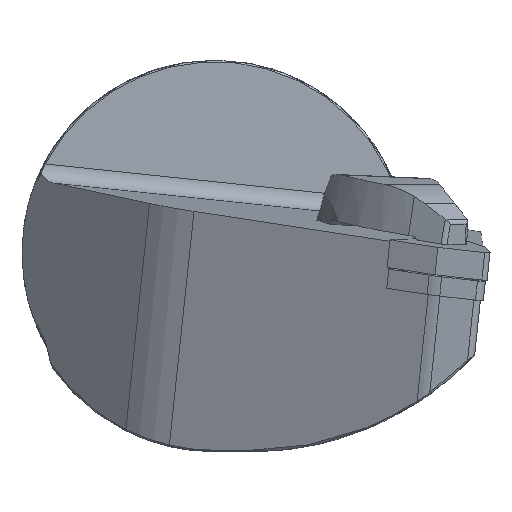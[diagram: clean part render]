
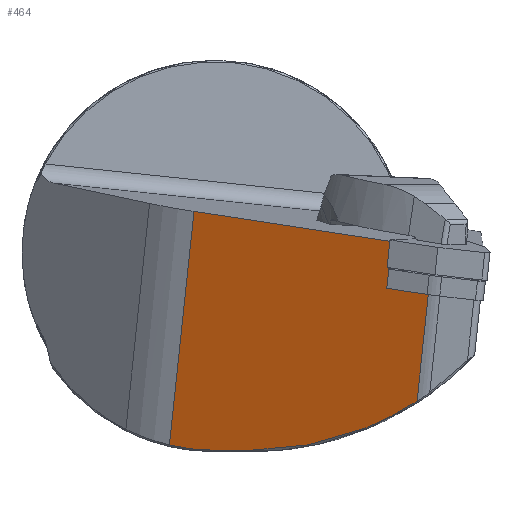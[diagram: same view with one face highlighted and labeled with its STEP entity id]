
A CAD part, left-side view. The second image highlights one B-rep face of the part: STEP entity #464.
In plain terms, the highlighted planar face has unit normal (-0.906, 0.42, -0.051).
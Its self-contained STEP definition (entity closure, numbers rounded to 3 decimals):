
#320=B_SPLINE_CURVE_WITH_KNOTS('',3,(#3664,#3665,#3666,#3667,#3668,#3669),
 .UNSPECIFIED.,.F.,.F.,(4,2,4),(0.,0.5,1.),.UNSPECIFIED.);
#321=B_SPLINE_CURVE_WITH_KNOTS('',3,(#3682,#3683,#3684,#3685),
 .UNSPECIFIED.,.F.,.F.,(4,4),(0.,1.),.UNSPECIFIED.);
#464=ADVANCED_FACE('',(#673),#602,.F.);
#602=PLANE('',#2608);
#673=FACE_OUTER_BOUND('',#801,.T.);
#801=EDGE_LOOP('',(#983,#984,#985,#986,#987,#988,#989,#990,#991,#992));
#983=ORIENTED_EDGE('',*,*,#1902,.T.);
#984=ORIENTED_EDGE('',*,*,#1903,.T.);
#985=ORIENTED_EDGE('',*,*,#1904,.T.);
#986=ORIENTED_EDGE('',*,*,#1905,.F.);
#987=ORIENTED_EDGE('',*,*,#1906,.T.);
#988=ORIENTED_EDGE('',*,*,#1907,.T.);
#989=ORIENTED_EDGE('',*,*,#1908,.F.);
#990=ORIENTED_EDGE('',*,*,#1885,.F.);
#991=ORIENTED_EDGE('',*,*,#1909,.F.);
#992=ORIENTED_EDGE('',*,*,#1910,.T.);
#1654=VERTEX_POINT('',#3471);
#1655=VERTEX_POINT('',#3473);
#1671=VERTEX_POINT('',#3662);
#1672=VERTEX_POINT('',#3663);
#1673=VERTEX_POINT('',#3670);
#1674=VERTEX_POINT('',#3672);
#1675=VERTEX_POINT('',#3674);
#1676=VERTEX_POINT('',#3676);
#1677=VERTEX_POINT('',#3678);
#1678=VERTEX_POINT('',#3681);
#1885=EDGE_CURVE('',#1654,#1655,#2224,.T.);
#1902=EDGE_CURVE('',#1671,#1672,#2232,.T.);
#1903=EDGE_CURVE('',#1672,#1673,#320,.T.);
#1904=EDGE_CURVE('',#1673,#1674,#2233,.T.);
#1905=EDGE_CURVE('',#1675,#1674,#2234,.T.);
#1906=EDGE_CURVE('',#1675,#1676,#2235,.T.);
#1907=EDGE_CURVE('',#1676,#1677,#2236,.T.);
#1908=EDGE_CURVE('',#1655,#1677,#2237,.T.);
#1909=EDGE_CURVE('',#1678,#1654,#2238,.T.);
#1910=EDGE_CURVE('',#1678,#1671,#321,.T.);
#2224=LINE('',#3472,#2394);
#2232=LINE('',#3661,#2402);
#2233=LINE('',#3671,#2403);
#2234=LINE('',#3673,#2404);
#2235=LINE('',#3675,#2405);
#2236=LINE('',#3677,#2406);
#2237=LINE('',#3679,#2407);
#2238=LINE('',#3680,#2408);
#2394=VECTOR('',#2836,1.);
#2402=VECTOR('',#2860,1.);
#2403=VECTOR('',#2861,1.);
#2404=VECTOR('',#2862,1.);
#2405=VECTOR('',#2863,1.);
#2406=VECTOR('',#2864,1.);
#2407=VECTOR('',#2865,1.);
#2408=VECTOR('',#2866,1.);
#2608=AXIS2_PLACEMENT_3D('',#3686,#2867,#2868);
#2836=DIRECTION('',(-0.41,-0.901,-0.138));
#2860=DIRECTION('',(-0.421,-0.907,0.));
#2861=DIRECTION('',(-0.105,-0.104,0.989));
#2862=DIRECTION('',(-0.41,-0.901,-0.138));
#2863=DIRECTION('',(-0.105,-0.104,0.989));
#2864=DIRECTION('',(0.41,0.901,0.138));
#2865=DIRECTION('',(0.105,0.104,-0.989));
#2866=DIRECTION('',(-0.105,-0.104,0.989));
#2867=DIRECTION('',(0.906,-0.42,0.052));
#2868=DIRECTION('',(0.421,0.907,0.));
#3471=CARTESIAN_POINT('',(19.469,3.384,6.79));
#3472=CARTESIAN_POINT('',(19.469,3.384,6.79));
#3473=CARTESIAN_POINT('',(4.726,-28.99,1.83));
#3661=CARTESIAN_POINT('',(20.508,0.837,-32.25));
#3662=CARTESIAN_POINT('',(20.171,0.111,-32.25));
#3663=CARTESIAN_POINT('',(17.386,-5.889,-32.25));
#3664=CARTESIAN_POINT('',(17.386,-5.889,-32.25));
#3665=CARTESIAN_POINT('',(15.157,-10.694,-32.26));
#3666=CARTESIAN_POINT('',(12.951,-15.367,-31.599));
#3667=CARTESIAN_POINT('',(8.483,-24.659,-28.873));
#3668=CARTESIAN_POINT('',(6.349,-29.013,-26.875));
#3669=CARTESIAN_POINT('',(4.313,-33.076,-24.242));
#3670=CARTESIAN_POINT('',(4.313,-33.076,-24.242));
#3671=CARTESIAN_POINT('',(0.251,-37.116,14.192));
#3672=CARTESIAN_POINT('',(2.465,-34.914,-6.756));
#3673=CARTESIAN_POINT('',(5.854,-27.472,-5.616));
#3674=CARTESIAN_POINT('',(5.441,-28.379,-5.755));
#3675=CARTESIAN_POINT('',(3.56,-30.25,12.048));
#3676=CARTESIAN_POINT('',(5.165,-28.654,-3.144));
#3677=CARTESIAN_POINT('',(19.991,3.904,1.845));
#3678=CARTESIAN_POINT('',(5.248,-28.471,-3.116));
#3679=CARTESIAN_POINT('',(4.203,-29.51,6.775));
#3680=CARTESIAN_POINT('',(18.053,1.977,20.182));
#3681=CARTESIAN_POINT('',(23.504,7.397,-31.393));
#3682=CARTESIAN_POINT('',(23.504,7.397,-31.393));
#3683=CARTESIAN_POINT('',(22.424,5.001,-31.957));
#3684=CARTESIAN_POINT('',(21.313,2.572,-32.242));
#3685=CARTESIAN_POINT('',(20.171,0.111,-32.25));
#3686=CARTESIAN_POINT('',(18.053,1.977,20.182));
